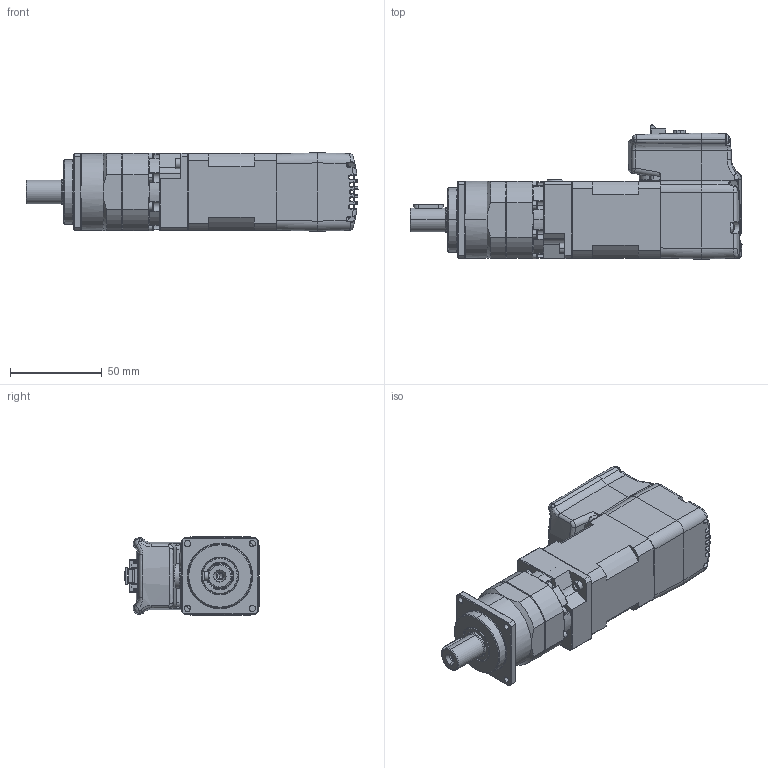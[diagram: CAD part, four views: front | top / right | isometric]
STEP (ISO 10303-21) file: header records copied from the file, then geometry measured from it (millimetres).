
FILE_DESCRIPTION (( 'STEP AP203' ), '1' );
FILE_NAME ('P1Y-MO-042-05-R00.STEP', '2016-04-25T08:53:21', ( '' ), ( '' ), 'SwSTEP 2.0', 'SolidWorks 2013', '' );
FILE_SCHEMA (( 'CONFIG_CONTROL_DESIGN' ));
Length unit declared in the file: millimetre
Products named in the file (22): 瞪錳薄樓醴喀攪-2; M11-MO-042-03-R01(EzM-42L-01)_湀_; 瞪錳薄樓醴喀攪-3; ST42 1ST_ル遽; 瞪錳薄樓醴喀攪-4; socket head cap screw_iso_ISO 4762 M3 x 8 --- 8N; M15-EC-042-01-R00; 瞪錳薄樓醴喀攪-5; P1Y-MO-042-05-R00; M15-EC-042-02-R00; 蝶嬪纂-1; RS-232C 鱔褐醴喀攪; M15-EC-042-05-R00; 蝶嬪纂-2; ﾆﾞｽｺ ﾀﾔｷﾂ ｹ貎ﾄ ｼｳﾁ､ ｽｺﾀｧﾄ｡-1; M16-EC-042-01-R00; 匙飘况农 ID 钎矫 棺 惑怕 钎矫; ﾆﾞｽｺ ﾀﾔｷﾂ ｹ貎ﾄ ｼｳﾁ､ ｽｺﾀｧﾄ｡-2; ﾀﾔﾃ箙ﾂ ﾁ｢ｼﾓ ﾄｿｳﾘﾅﾍ; 烹脚加档 汲沥 胶困摹; 瞪錳薄樓醴喀攪-1; round cross head screw_ks_KS 1023 RC - M3 x 20-N
Assembly tree (26 placements, depth 2):
  P1Y-MO-042-05-R00
    M15-EC-042-01-R00
    M15-EC-042-02-R00
    M15-EC-042-05-R00
    M16-EC-042-01-R00
    ﾀﾔﾃ箙ﾂ ﾁ｢ｼﾓ ﾄｿｳﾘﾅﾍ
    瞪錳薄樓醴喀攪-1
    瞪錳薄樓醴喀攪-2
    瞪錳薄樓醴喀攪-3
    瞪錳薄樓醴喀攪-4
    瞪錳薄樓醴喀攪-5
    RS-232C 鱔褐醴喀攪  x2
    ﾆﾞｽｺ ﾀﾔｷﾂ ｹ貎ﾄ ｼｳﾁ､ ｽｺﾀｧﾄ｡-1
    ﾆﾞｽｺ ﾀﾔｷﾂ ｹ貎ﾄ ｼｳﾁ､ ｽｺﾀｧﾄ｡-2
    蝶嬪纂-1
    蝶嬪纂-2
    匙飘况农 ID 钎矫 棺 惑怕 钎矫
    烹脚加档 汲沥 胶困摹
    round cross head screw_ks_KS 1023 RC - M3 x 20-N  x4
    M11-MO-042-03-R01(EzM-42L-01)_湀_
    ST42 1ST_ル遽
    socket head cap screw_iso_ISO 4762 M3 x 8 --- 8N  x2
Bounding box: 181.09 x 73.3 x 42.8 mm (x, y, z)
Volume: 199207 mm3; surface area: 75570.6 mm2
Topology: 22 solids, 37 shells, 3090 faces, 7893 edges, 4893 vertices
Faces by surface type: plane 1431, cylinder 879, bspline 523, cone 210, torus 28, sphere 19
Full cylindrical faces by diameter (mm): 0.7 x2
Entity records: 137366 total; most frequent: CARTESIAN_POINT 72624, ORIENTED_EDGE 14388, DIRECTION 10458, EDGE_CURVE 7217, VERTEX_POINT 4532, VECTOR 3544, LINE 3544, AXIS2_PLACEMENT_3D 3457
